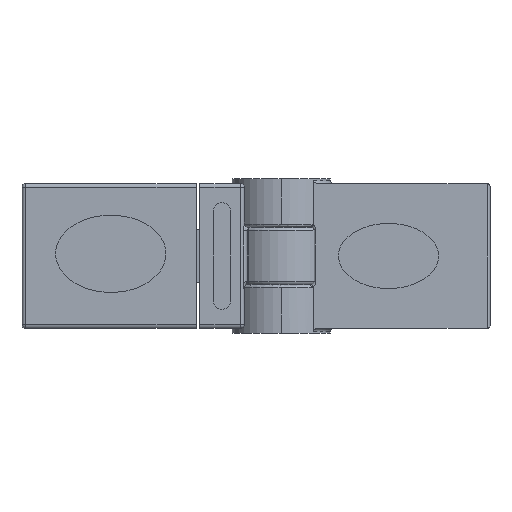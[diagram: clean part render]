
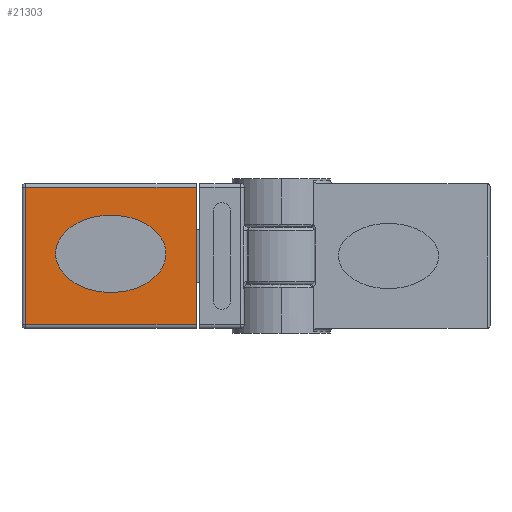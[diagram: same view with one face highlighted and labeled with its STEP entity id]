
A CAD part, front view. The second image highlights one B-rep face of the part: STEP entity #21303.
In plain terms, the highlighted planar face has unit normal (0, -1, 0).
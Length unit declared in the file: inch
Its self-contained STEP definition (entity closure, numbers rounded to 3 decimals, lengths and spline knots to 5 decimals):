
#100 = CARTESIAN_POINT ( 'NONE',  ( -0.43973, -0.2085, 0.01252 ) ) ;
#216 =( BOUNDED_CURVE ( )  B_SPLINE_CURVE ( 3, ( #11752, #19665, #4066, #1869 ),
 .UNSPECIFIED., .F., .F. ) 
 B_SPLINE_CURVE_WITH_KNOTS ( ( 4, 4 ),
 ( 0., 3.14159 ),
 .UNSPECIFIED. ) 
 CURVE ( )  GEOMETRIC_REPRESENTATION_ITEM ( )  RATIONAL_B_SPLINE_CURVE ( ( 1., 0.333, 0.333, 1. ) ) 
 REPRESENTATION_ITEM ( '' )  );
#385 = EDGE_CURVE ( 'NONE', #11678, #6334, #13958, .T. ) ;
#1627 = DIRECTION ( 'NONE',  ( 0., 1., 0. ) ) ;
#1869 = CARTESIAN_POINT ( 'NONE',  ( -0.43973, -0.2085, 0.01252 ) ) ;
#2126 = VERTEX_POINT ( 'NONE', #17600 ) ;
#2624 = ORIENTED_EDGE ( 'NONE', *, *, #25278, .T. ) ;
#2858 = VECTOR ( 'NONE', #15219, 39.37008 ) ;
#3603 = CARTESIAN_POINT ( 'NONE',  ( 0., -0.2085, 0.38748 ) ) ;
#3777 = EDGE_CURVE ( 'NONE', #20267, #19105, #23329, .T. ) ;
#4066 = CARTESIAN_POINT ( 'NONE',  ( -0.43973, -0.2085, 0.44822 ) ) ;
#5102 = ORIENTED_EDGE ( 'NONE', *, *, #22385, .T. ) ;
#5344 = CARTESIAN_POINT ( 'NONE',  ( -1.06027, -0.2085, 0.01252 ) ) ;
#5949 = VECTOR ( 'NONE', #12904, 39.37008 ) ;
#6233 = CARTESIAN_POINT ( 'NONE',  ( -0.43973, -0.2085, -0.42319 ) ) ;
#6334 = VERTEX_POINT ( 'NONE', #5344 ) ;
#6555 = LINE ( 'NONE', #10633, #8386 ) ;
#6658 = CARTESIAN_POINT ( 'NONE',  ( 0., -0.2085, -0.38748 ) ) ;
#7333 = CARTESIAN_POINT ( 'NONE',  ( -1.23, -0.2085, -0.40748 ) ) ;
#8361 = CARTESIAN_POINT ( 'NONE',  ( -1.06027, -0.2085, -0.42319 ) ) ;
#8386 = VECTOR ( 'NONE', #24773, 39.37008 ) ;
#9177 = CARTESIAN_POINT ( 'NONE',  ( -1.23, -0.2085, -0.38748 ) ) ;
#9855 = FACE_OUTER_BOUND ( 'NONE', #15391, .T. ) ;
#10633 = CARTESIAN_POINT ( 'NONE',  ( -0.27, -0.2085, -0.40748 ) ) ;
#11011 = CARTESIAN_POINT ( 'NONE',  ( -1.23, -0.2085, 0.38748 ) ) ;
#11258 = LINE ( 'NONE', #3603, #2858 ) ;
#11446 = CARTESIAN_POINT ( 'NONE',  ( 0., -0.2085, -0.40748 ) ) ;
#11678 = VERTEX_POINT ( 'NONE', #14230 ) ;
#11752 = CARTESIAN_POINT ( 'NONE',  ( -1.06027, -0.2085, 0.01252 ) ) ;
#12713 = EDGE_CURVE ( 'NONE', #6334, #11678, #216, .T. ) ;
#12904 = DIRECTION ( 'NONE',  ( 0., 0., -1. ) ) ;
#13261 = PLANE ( 'NONE',  #19154 ) ;
#13958 =( BOUNDED_CURVE ( )  B_SPLINE_CURVE ( 3, ( #100, #6233, #8361, #20111 ),
 .UNSPECIFIED., .F., .F. ) 
 B_SPLINE_CURVE_WITH_KNOTS ( ( 4, 4 ),
 ( 3.14159, 6.28319 ),
 .UNSPECIFIED. ) 
 CURVE ( )  GEOMETRIC_REPRESENTATION_ITEM ( )  RATIONAL_B_SPLINE_CURVE ( ( 1., 0.333, 0.333, 1. ) ) 
 REPRESENTATION_ITEM ( '' )  );
#14230 = CARTESIAN_POINT ( 'NONE',  ( -0.43973, -0.2085, 0.01252 ) ) ;
#15219 = DIRECTION ( 'NONE',  ( -1., 0., 0. ) ) ;
#15391 = EDGE_LOOP ( 'NONE', ( #17107, #2624, #20845, #5102 ) ) ;
#15599 = DIRECTION ( 'NONE',  ( 0., 0., 1. ) ) ;
#16125 = EDGE_CURVE ( 'NONE', #24578, #2126, #6555, .T. ) ;
#17107 = ORIENTED_EDGE ( 'NONE', *, *, #16125, .F. ) ;
#17182 = CARTESIAN_POINT ( 'NONE',  ( -0.27, -0.2085, 0.38748 ) ) ;
#17600 = CARTESIAN_POINT ( 'NONE',  ( -0.27, -0.2085, -0.38748 ) ) ;
#17618 = ORIENTED_EDGE ( 'NONE', *, *, #12713, .T. ) ;
#19105 = VERTEX_POINT ( 'NONE', #9177 ) ;
#19154 = AXIS2_PLACEMENT_3D ( 'NONE', #11446, #1627, #15599 ) ;
#19665 = CARTESIAN_POINT ( 'NONE',  ( -1.06027, -0.2085, 0.44822 ) ) ;
#20111 = CARTESIAN_POINT ( 'NONE',  ( -1.06027, -0.2085, 0.01252 ) ) ;
#20267 = VERTEX_POINT ( 'NONE', #11011 ) ;
#20561 = DIRECTION ( 'NONE',  ( 1., 0., 0. ) ) ;
#20845 = ORIENTED_EDGE ( 'NONE', *, *, #3777, .T. ) ;
#21010 = VECTOR ( 'NONE', #20561, 39.37008 ) ;
#21064 = FACE_BOUND ( 'NONE', #21413, .T. ) ;
#21303 = ADVANCED_FACE ( 'NONE', ( #9855, #21064 ), #13261, .F. ) ;
#21413 = EDGE_LOOP ( 'NONE', ( #17618, #24418 ) ) ;
#22385 = EDGE_CURVE ( 'NONE', #19105, #2126, #25017, .T. ) ;
#23329 = LINE ( 'NONE', #7333, #5949 ) ;
#24418 = ORIENTED_EDGE ( 'NONE', *, *, #385, .T. ) ;
#24578 = VERTEX_POINT ( 'NONE', #17182 ) ;
#24773 = DIRECTION ( 'NONE',  ( 0., 0., -1. ) ) ;
#25017 = LINE ( 'NONE', #6658, #21010 ) ;
#25278 = EDGE_CURVE ( 'NONE', #24578, #20267, #11258, .T. ) ;
